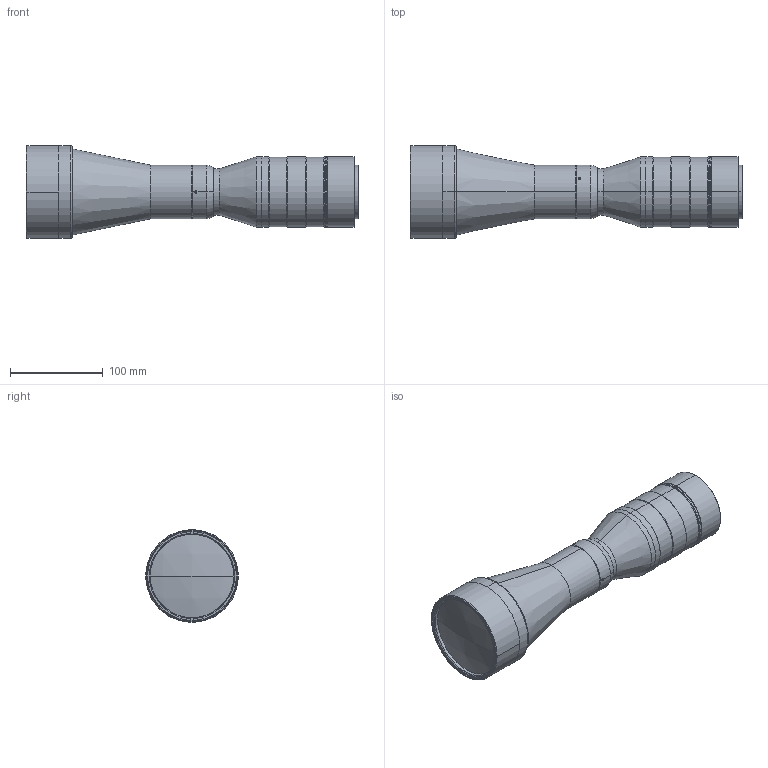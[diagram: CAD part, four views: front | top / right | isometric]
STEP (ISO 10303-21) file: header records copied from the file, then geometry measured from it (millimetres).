
FILE_DESCRIPTION (( 'STEP AP203' ), '1' );
FILE_NAME ('DP33157-A_TCSE16M048-I.step', '2023-08-03T08:08:21', ( '' ), ( '' ), 'SwSTEP 2.0', 'SolidWorks 2021', '' );
FILE_SCHEMA (( 'CONFIG_CONTROL_DESIGN' ));
Length unit declared in the file: millimetre
Products named in the file (1): DP33157-A_TCSE16M048-I
Bounding box: 358.8 x 100 x 100 mm (x, y, z)
Surface area: 126066.6 mm2 (no closed solid volume)
Topology: 0 solids, 15 shells, 108 faces, 266 edges, 171 vertices
Faces by surface type: cylinder 50, cone 28, plane 24, torus 4, sphere 2
Entity records: 3521 total; most frequent: CARTESIAN_POINT 846, DIRECTION 604, ORIENTED_EDGE 460, EDGE_CURVE 266, AXIS2_PLACEMENT_3D 251, VERTEX_POINT 171, CIRCLE 142, EDGE_LOOP 122
